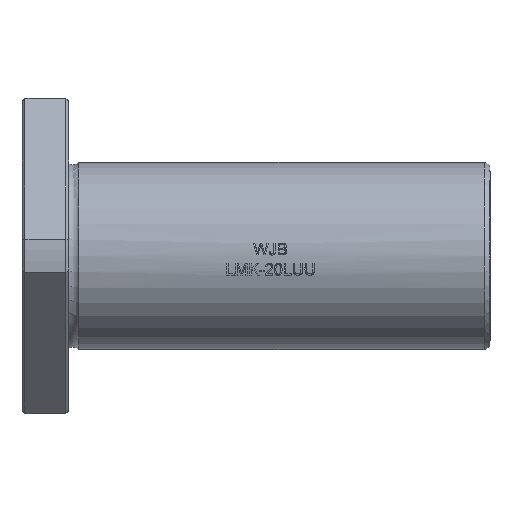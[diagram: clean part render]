
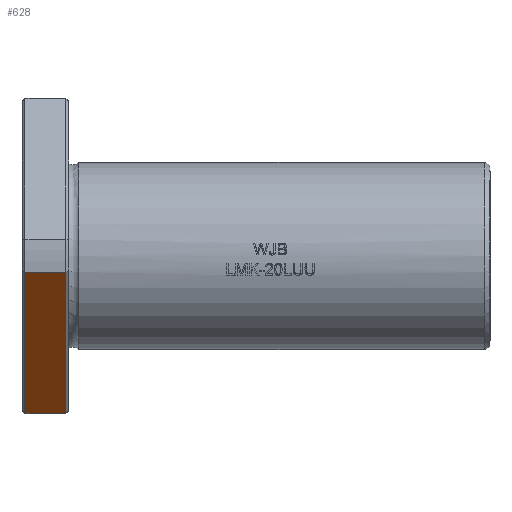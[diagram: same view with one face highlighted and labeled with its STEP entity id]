
A CAD part, top view. The second image highlights one B-rep face of the part: STEP entity #628.
In plain terms, the highlighted planar face has unit normal (0, -0.707, 0.707).
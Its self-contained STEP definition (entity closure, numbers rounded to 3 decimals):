
#216=FACE_OUTER_BOUND('',#1489,.T.);
#628=ADVANCED_FACE('',(#216),#967,.T.);
#967=PLANE('',#6804);
#1489=EDGE_LOOP('',(#2726,#2727,#2728,#2729));
#1901=B_SPLINE_CURVE_WITH_KNOTS('',3,(#9945,#9946,#9947,#9948),.UNSPECIFIED.,
 .F.,.F.,(4,4),(0.,1.),.UNSPECIFIED.);
#1931=B_SPLINE_CURVE_WITH_KNOTS('',3,(#10175,#10176,#10177,#10178),.UNSPECIFIED.,
 .F.,.F.,(4,4),(0.,1.),.UNSPECIFIED.);
#1949=B_SPLINE_CURVE_WITH_KNOTS('',3,(#10320,#10321,#10322,#10323),.UNSPECIFIED.,
 .F.,.F.,(4,4),(0.,1.),.UNSPECIFIED.);
#1950=B_SPLINE_CURVE_WITH_KNOTS('',3,(#10325,#10326,#10327,#10328),.UNSPECIFIED.,
 .F.,.F.,(4,4),(0.,1.),.UNSPECIFIED.);
#2726=ORIENTED_EDGE('',*,*,#5111,.F.);
#2727=ORIENTED_EDGE('',*,*,#5075,.T.);
#2728=ORIENTED_EDGE('',*,*,#5110,.T.);
#2729=ORIENTED_EDGE('',*,*,#5026,.F.);
#4381=VERTEX_POINT('',#9884);
#4394=VERTEX_POINT('',#9943);
#4424=VERTEX_POINT('',#10146);
#4434=VERTEX_POINT('',#10179);
#5026=EDGE_CURVE('',#4394,#4381,#1901,.T.);
#5075=EDGE_CURVE('',#4434,#4424,#1931,.T.);
#5110=EDGE_CURVE('',#4424,#4381,#1949,.T.);
#5111=EDGE_CURVE('',#4434,#4394,#1950,.T.);
#6804=AXIS2_PLACEMENT_3D('',#10329,#7463,#7464);
#7463=DIRECTION('',(0.,-0.707,0.707));
#7464=DIRECTION('',(1.,0.,0.));
#9884=CARTESIAN_POINT('',(0.5,-26.849,2.849));
#9943=CARTESIAN_POINT('',(7.5,-26.849,2.849));
#9945=CARTESIAN_POINT('',(7.5,-26.849,2.849));
#9946=CARTESIAN_POINT('',(5.167,-26.849,2.849));
#9947=CARTESIAN_POINT('',(2.833,-26.849,2.849));
#9948=CARTESIAN_POINT('',(0.5,-26.849,2.849));
#10146=CARTESIAN_POINT('',(0.5,-2.849,26.849));
#10175=CARTESIAN_POINT('',(7.5,-2.849,26.849));
#10176=CARTESIAN_POINT('',(5.167,-2.849,26.849));
#10177=CARTESIAN_POINT('',(2.833,-2.849,26.849));
#10178=CARTESIAN_POINT('',(0.5,-2.849,26.849));
#10179=CARTESIAN_POINT('',(7.5,-2.849,26.849));
#10320=CARTESIAN_POINT('',(0.5,-2.849,26.849));
#10321=CARTESIAN_POINT('',(0.5,-10.849,18.849));
#10322=CARTESIAN_POINT('',(0.5,-18.849,10.849));
#10323=CARTESIAN_POINT('',(0.5,-26.849,2.849));
#10325=CARTESIAN_POINT('',(7.5,-2.849,26.849));
#10326=CARTESIAN_POINT('',(7.5,-10.849,18.849));
#10327=CARTESIAN_POINT('',(7.5,-18.849,10.849));
#10328=CARTESIAN_POINT('',(7.5,-26.849,2.849));
#10329=CARTESIAN_POINT('',(0.5,-26.849,2.849));
